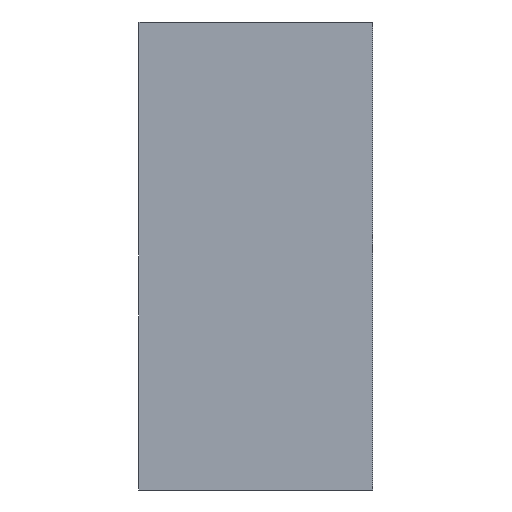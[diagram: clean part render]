
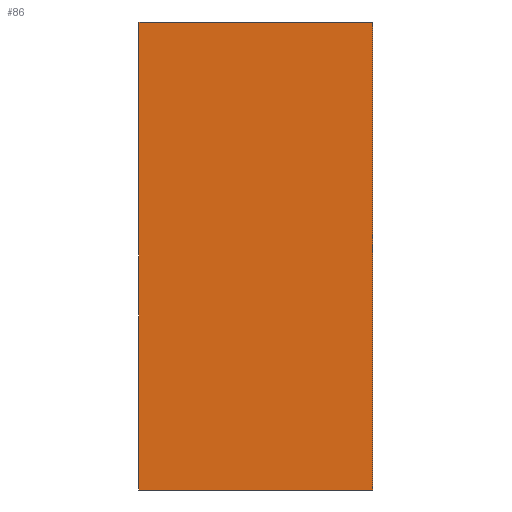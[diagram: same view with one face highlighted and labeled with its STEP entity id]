
A CAD part, left-side view. The second image highlights one B-rep face of the part: STEP entity #86.
In plain terms, the highlighted planar face has unit normal (-1, 0, 0).
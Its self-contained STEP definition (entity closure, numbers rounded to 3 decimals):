
#86=ADVANCED_FACE('',(#168),#169,.F.);
#168=FACE_OUTER_BOUND('',#243,.T.);
#169=PLANE('',#244);
#243=EDGE_LOOP('',(#428,#429,#430,#431));
#244=AXIS2_PLACEMENT_3D('',#432,#433,#434);
#428=ORIENTED_EDGE('',*,*,#526,.T.);
#429=ORIENTED_EDGE('',*,*,#521,.F.);
#430=ORIENTED_EDGE('',*,*,#524,.F.);
#431=ORIENTED_EDGE('',*,*,#517,.F.);
#432=CARTESIAN_POINT('',(-30.0,15.0,0.0));
#433=DIRECTION('',(1.0,0.0,0.0));
#434=DIRECTION('',(0.0,0.0,-1.0));
#517=EDGE_CURVE('',#626,#628,#629,.T.);
#521=EDGE_CURVE('',#632,#634,#635,.T.);
#524=EDGE_CURVE('',#628,#632,#638,.T.);
#526=EDGE_CURVE('',#626,#634,#640,.T.);
#626=VERTEX_POINT('',#772);
#628=VERTEX_POINT('',#775);
#629=LINE('',#776,#777);
#632=VERTEX_POINT('',#781);
#634=VERTEX_POINT('',#784);
#635=LINE('',#785,#786);
#638=LINE('',#790,#791);
#640=LINE('',#793,#794);
#772=CARTESIAN_POINT('',(-30.0,30.0,30.0));
#775=CARTESIAN_POINT('',(-30.0,0.0,30.0));
#776=CARTESIAN_POINT('',(-30.0,15.0,30.0));
#777=VECTOR('',#877,1.0);
#781=CARTESIAN_POINT('',(-30.0,0.0,-30.0));
#784=CARTESIAN_POINT('',(-30.0,30.0,-30.0));
#785=CARTESIAN_POINT('',(-30.0,15.0,-30.0));
#786=VECTOR('',#880,1.0);
#790=CARTESIAN_POINT('',(-30.0,0.0,0.0));
#791=VECTOR('',#882,1.0);
#793=CARTESIAN_POINT('',(-30.0,30.0,0.0));
#794=VECTOR('',#883,1.0);
#877=DIRECTION('',(0.0,-1.0,0.0));
#880=DIRECTION('',(0.0,1.0,0.0));
#882=DIRECTION('',(0.0,0.0,-1.0));
#883=DIRECTION('',(0.0,0.0,-1.0));
